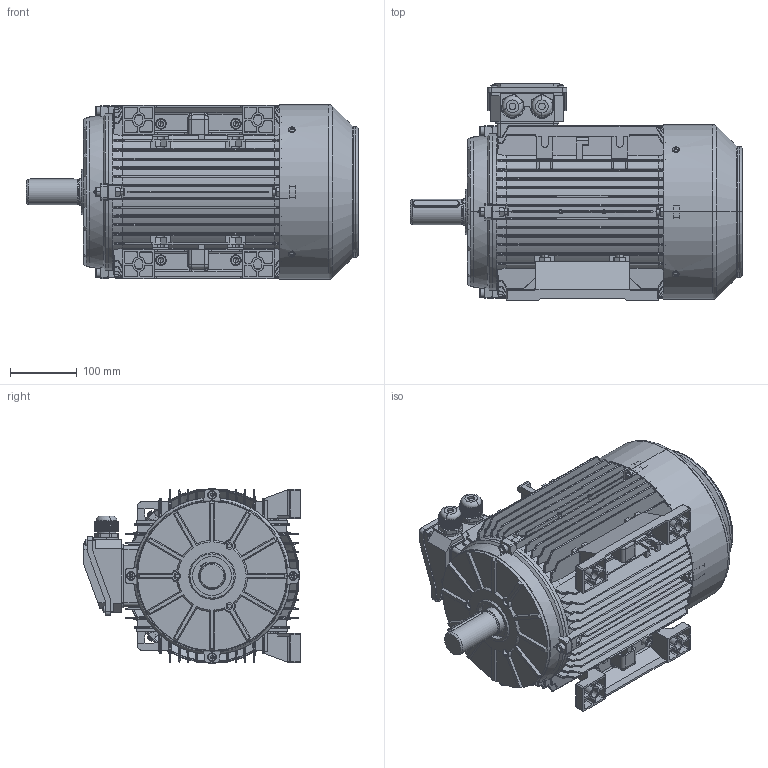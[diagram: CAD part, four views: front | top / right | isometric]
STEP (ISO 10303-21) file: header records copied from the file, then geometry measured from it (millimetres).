
FILE_DESCRIPTION (( 'STEP AP203' ), '1' );
FILE_NAME ('T132M B3蚾饜芞.STEP', '2015-04-08T05:56:18', ( 'USER' ), ( 'MS' ), 'SwSTEP 2.0', 'SolidWorks 2008', '' );
FILE_SCHEMA (( 'CONFIG_CONTROL_DESIGN' ));
Length unit declared in the file: millimetre
Products named in the file (17): TA132前盖1_默认; T132M转轴_默认; 132风叶_默认; 112-132出线螺套_默认; Hexagon nuts grade C GB_GB_FASTENER_NUT_SNC1 M10-N; Hexagon socket head cap screws GB_GB_FASTENER_SCREWS_HSHCS M10X30-N; T132M B3蚾饜芞; T132M机壳_默认; T132M底脚_默认; TA132后盖1_默认; TA132风罩_默认; T100-132斜接线盒座_默认; TA100-132斜接线盒盖_默认; Plain parallel keys_GB_CONNECTING_PIECE_KEYS_CSK 10X70; Cross recessed thread forming screws GB_GB_CROSS_SCREWS_TYPE138 M5X12-N; Hexagon nuts grade C GB_GB_FASTENER_NUT_SNC1 M8-N; Hexagon socket head cap screws GB_GB_FASTENER_SCREWS_HSHCS M8X35-N
Assembly tree (45 placements, depth 2):
  T132M B3蚾饜芞
    Hexagon socket head cap screws GB_GB_FASTENER_SCREWS_HSHCS M10X30-N  x4
    TA100-132斜接线盒盖_默认
    Cross recessed thread forming screws GB_GB_CROSS_SCREWS_TYPE138 M5X12-N  x8
    Hexagon nuts grade C GB_GB_FASTENER_NUT_SNC1 M8-N  x8
    Hexagon nuts grade C GB_GB_FASTENER_NUT_SNC1 M10-N  x4
    T132M底脚_默认  x2
    TA132后盖1_默认
    112-132出线螺套_默认  x2
    Plain parallel keys_GB_CONNECTING_PIECE_KEYS_CSK 10X70
    TA132风罩_默认
    Hexagon socket head cap screws GB_GB_FASTENER_SCREWS_HSHCS M8X35-N  x8
    TA132前盖1_默认
    T132M转轴_默认
    T100-132斜接线盒座_默认
    132风叶_默认
    T132M机壳_默认
Bounding box: 497 x 324 x 261.5 mm (x, y, z)
Volume: 3744277.6 mm3; surface area: 1881407.2 mm2
Topology: 45 solids, 45 shells, 5622 faces, 15199 edges, 9626 vertices
Faces by surface type: plane 2966, cylinder 1378, bspline 713, cone 395, torus 134, sphere 36
Entity records: 175251 total; most frequent: CARTESIAN_POINT 63432, ORIENTED_EDGE 24926, DIRECTION 19752, EDGE_CURVE 12463, VERTEX_POINT 7988, VECTOR 6956, LINE 6956, AXIS2_PLACEMENT_3D 6398
